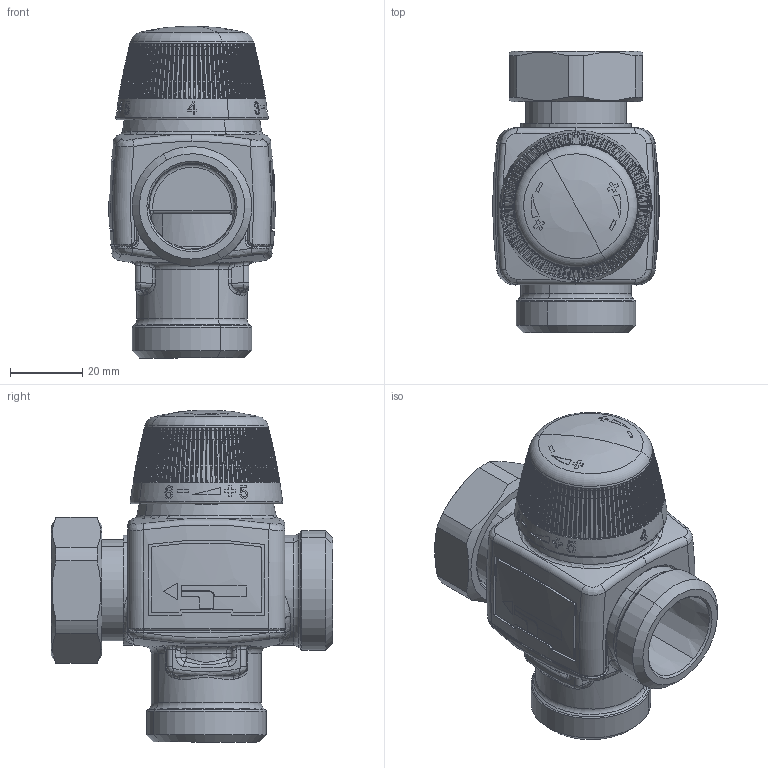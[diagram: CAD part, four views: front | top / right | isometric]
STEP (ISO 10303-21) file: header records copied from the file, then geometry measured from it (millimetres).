
FILE_DESCRIPTION(('CATIA V5 STEP Exchange'),'2;1');
FILE_NAME('VTA378 RN1+G1_31105800.stp','2015-01-07T13:46:24+00:00',('none'),('none'),'CATIA Version 5 Release 20 SP 6 (IN-10)','CATIA V5 STEP AP203','none');
FILE_SCHEMA(('CONFIG_CONTROL_DESIGN'));
Length unit declared in the file: millimetre
Products named in the file (1): 2860s5_AllCATPart
Bounding box: 46.1 x 78 x 92 mm (x, y, z)
Volume: 101027 mm3; surface area: 44280.3 mm2
Topology: 2 solids, 5 shells, 3193 faces, 9086 edges, 5970 vertices
Faces by surface type: plane 1655, cylinder 577, bspline 405, torus 257, revolution 114, sphere 95, cone 90
Entity records: 125481 total; most frequent: CARTESIAN_POINT 56262, ORIENTED_EDGE 18070, EDGE_CURVE 9035, DIRECTION 8214, VERTEX_POINT 5970, B_SPLINE_CURVE_WITH_KNOTS 4727, AXIS2_PLACEMENT_3D 3645, EDGE_LOOP 3399
